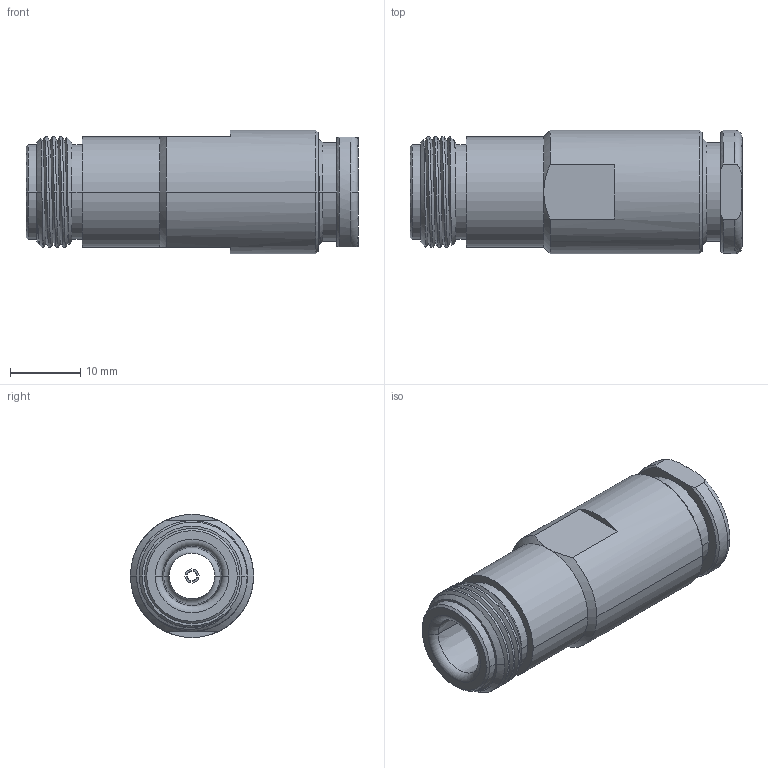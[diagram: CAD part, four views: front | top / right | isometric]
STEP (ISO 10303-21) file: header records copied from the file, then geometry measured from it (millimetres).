
FILE_DESCRIPTION (( 'STEP AP214' ), '1' );
FILE_NAME ('25-050-B6-AI.STEP', '2025-02-27T09:42:55', ( '' ), ( '' ), 'SwSTEP 2.0', 'SolidWorks 2024', '' );
FILE_SCHEMA (( 'AUTOMOTIVE_DESIGN' ));
Length unit declared in the file: millimetre
Products named in the file (1): 25-050-B6-AI
Bounding box: 47.18 x 17.5 x 17.5 mm (x, y, z)
Surface area: 3762.8 mm2 (no closed solid volume)
Topology: 0 solids, 6 shells, 75 faces, 206 edges, 141 vertices
Faces by surface type: cylinder 26, cone 21, plane 18, torus 6, bspline 4
Entity records: 4213 total; most frequent: CARTESIAN_POINT 2405, DIRECTION 370, ORIENTED_EDGE 366, EDGE_CURVE 206, AXIS2_PLACEMENT_3D 154, VERTEX_POINT 141, EDGE_LOOP 82, CIRCLE 82
